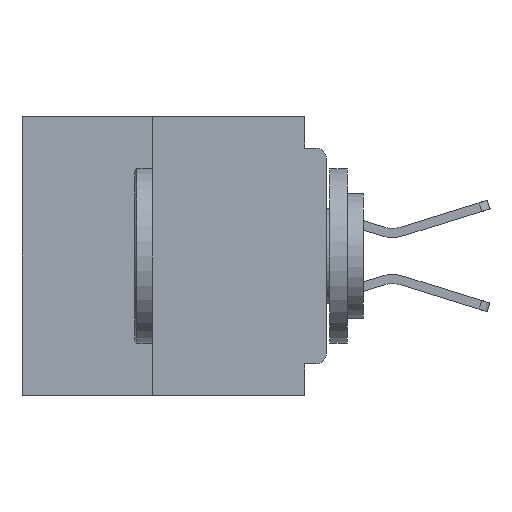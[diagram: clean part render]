
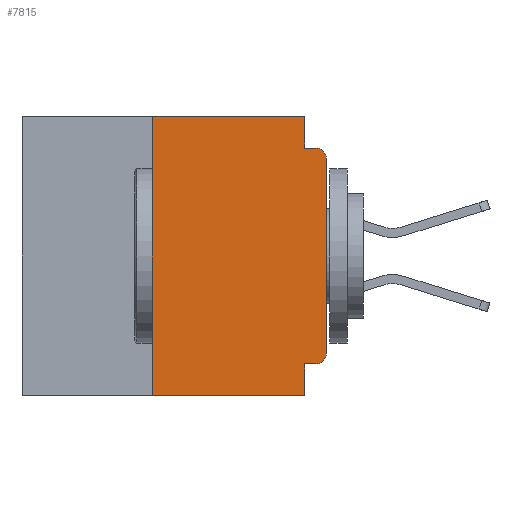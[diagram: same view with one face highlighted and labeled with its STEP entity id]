
A CAD part, left-side view. The second image highlights one B-rep face of the part: STEP entity #7815.
In plain terms, the highlighted planar face has unit normal (-1, 0, 0).
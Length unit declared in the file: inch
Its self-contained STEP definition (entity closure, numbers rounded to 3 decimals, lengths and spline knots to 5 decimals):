
#1 = DIRECTION ( 'NONE',  ( 0., 0., -1. ) ) ;
#51 = ORIENTED_EDGE ( 'NONE', *, *, #13829, .T. ) ;
#665 = EDGE_CURVE ( 'NONE', #20832, #864, #25812, .T. ) ;
#864 = VERTEX_POINT ( 'NONE', #46835 ) ;
#1017 = ORIENTED_EDGE ( 'NONE', *, *, #18480, .F. ) ;
#4143 = VERTEX_POINT ( 'NONE', #35531 ) ;
#5042 = FACE_OUTER_BOUND ( 'NONE', #34511, .T. ) ;
#5191 = CARTESIAN_POINT ( 'NONE',  ( 0., 0.031, -0.355 ) ) ;
#6016 = CARTESIAN_POINT ( 'NONE',  ( 0., 0., -0.355 ) ) ;
#7237 = CARTESIAN_POINT ( 'NONE',  ( 0., 0.437, 0. ) ) ;
#7815 = ADVANCED_FACE ( 'NONE', ( #5042 ), #43678, .F. ) ;
#8089 = CARTESIAN_POINT ( 'NONE',  ( 0., 0.015, -0.355 ) ) ;
#9004 = AXIS2_PLACEMENT_3D ( 'NONE', #52115, #26060, #1 ) ;
#10426 = DIRECTION ( 'NONE',  ( 0., 1., 0. ) ) ;
#10802 = CARTESIAN_POINT ( 'NONE',  ( 0., 0.25, 0. ) ) ;
#11080 = EDGE_CURVE ( 'NONE', #30005, #29214, #53895, .T. ) ;
#13112 = VERTEX_POINT ( 'NONE', #8089 ) ;
#13445 = DIRECTION ( 'NONE',  ( 0., 0., -1. ) ) ;
#13460 = CARTESIAN_POINT ( 'NONE',  ( 0., 0.031, -0.045 ) ) ;
#13829 = EDGE_CURVE ( 'NONE', #37070, #4143, #49508, .T. ) ;
#14977 = VECTOR ( 'NONE', #10426, 39.37008 ) ;
#15140 = EDGE_CURVE ( 'NONE', #54677, #37070, #50104, .T. ) ;
#15412 = VECTOR ( 'NONE', #46433, 39.37008 ) ;
#16061 = VECTOR ( 'NONE', #17681, 39.37008 ) ;
#16583 = ORIENTED_EDGE ( 'NONE', *, *, #665, .F. ) ;
#17681 = DIRECTION ( 'NONE',  ( 0., -1., 0. ) ) ;
#18230 = EDGE_CURVE ( 'NONE', #19579, #864, #49381, .T. ) ;
#18462 = ORIENTED_EDGE ( 'NONE', *, *, #28245, .F. ) ;
#18480 = EDGE_CURVE ( 'NONE', #19579, #41480, #24182, .T. ) ;
#18939 = ORIENTED_EDGE ( 'NONE', *, *, #24868, .F. ) ;
#19083 = AXIS2_PLACEMENT_3D ( 'NONE', #48184, #22158, #52550 ) ;
#19579 = VERTEX_POINT ( 'NONE', #52631 ) ;
#19742 = CARTESIAN_POINT ( 'NONE',  ( 0., 0.015, -0.34 ) ) ;
#20832 = VERTEX_POINT ( 'NONE', #5191 ) ;
#21714 = EDGE_CURVE ( 'NONE', #13112, #54677, #49239, .T. ) ;
#22158 = DIRECTION ( 'NONE',  ( 1., 0., 0. ) ) ;
#22246 = CARTESIAN_POINT ( 'NONE',  ( 0., 0.031, 0. ) ) ;
#24090 = DIRECTION ( 'NONE',  ( 0., 0., -1. ) ) ;
#24182 = LINE ( 'NONE', #24654, #56118 ) ;
#24654 = CARTESIAN_POINT ( 'NONE',  ( 0., 0.25, -0.4 ) ) ;
#24868 = EDGE_CURVE ( 'NONE', #29214, #4143, #26496, .T. ) ;
#25134 = VECTOR ( 'NONE', #38605, 39.37008 ) ;
#25812 = LINE ( 'NONE', #50110, #50294 ) ;
#26060 = DIRECTION ( 'NONE',  ( -1., 0., 0. ) ) ;
#26068 = ORIENTED_EDGE ( 'NONE', *, *, #11080, .F. ) ;
#26146 = ORIENTED_EDGE ( 'NONE', *, *, #15140, .T. ) ;
#26496 = LINE ( 'NONE', #51524, #25134 ) ;
#26514 = LINE ( 'NONE', #6016, #14977 ) ;
#26593 = DIRECTION ( 'NONE',  ( 0., 0., -1. ) ) ;
#26698 = ORIENTED_EDGE ( 'NONE', *, *, #18230, .T. ) ;
#26998 = VECTOR ( 'NONE', #35835, 39.37008 ) ;
#28245 = EDGE_CURVE ( 'NONE', #41480, #30005, #38524, .T. ) ;
#29025 = DIRECTION ( 'NONE',  ( 0., 0., 1. ) ) ;
#29214 = VERTEX_POINT ( 'NONE', #13460 ) ;
#29977 = CARTESIAN_POINT ( 'NONE',  ( 0., 0., -0.06 ) ) ;
#30005 = VERTEX_POINT ( 'NONE', #49660 ) ;
#31445 = CARTESIAN_POINT ( 'NONE',  ( 0., 0., 0. ) ) ;
#32022 = CARTESIAN_POINT ( 'NONE',  ( 0., 0., -0.34 ) ) ;
#34511 = EDGE_LOOP ( 'NONE', ( #26146, #51, #18939, #26068, #18462, #1017, #26698, #16583, #48561, #48832 ) ) ;
#35531 = CARTESIAN_POINT ( 'NONE',  ( 0., 0.015, -0.045 ) ) ;
#35835 = DIRECTION ( 'NONE',  ( 0., 0., 1. ) ) ;
#37070 = VERTEX_POINT ( 'NONE', #29977 ) ;
#38524 = LINE ( 'NONE', #7237, #15412 ) ;
#38605 = DIRECTION ( 'NONE',  ( 0., -1., 0. ) ) ;
#39336 = CARTESIAN_POINT ( 'NONE',  ( 0., 0.437, -0.4 ) ) ;
#39942 = AXIS2_PLACEMENT_3D ( 'NONE', #19742, #50119, #24090 ) ;
#41397 = EDGE_CURVE ( 'NONE', #13112, #20832, #26514, .T. ) ;
#41480 = VERTEX_POINT ( 'NONE', #10802 ) ;
#43678 = PLANE ( 'NONE',  #19083 ) ;
#43776 = VECTOR ( 'NONE', #26593, 39.37008 ) ;
#46433 = DIRECTION ( 'NONE',  ( 0., -1., 0. ) ) ;
#46835 = CARTESIAN_POINT ( 'NONE',  ( 0., 0.031, -0.4 ) ) ;
#48184 = CARTESIAN_POINT ( 'NONE',  ( 0., 0.437, 0. ) ) ;
#48561 = ORIENTED_EDGE ( 'NONE', *, *, #41397, .F. ) ;
#48832 = ORIENTED_EDGE ( 'NONE', *, *, #21714, .T. ) ;
#49239 = CIRCLE ( 'NONE', #39942, 0.015 ) ;
#49381 = LINE ( 'NONE', #39336, #16061 ) ;
#49508 = CIRCLE ( 'NONE', #9004, 0.015 ) ;
#49660 = CARTESIAN_POINT ( 'NONE',  ( 0., 0.031, 0. ) ) ;
#50104 = LINE ( 'NONE', #31445, #26998 ) ;
#50110 = CARTESIAN_POINT ( 'NONE',  ( 0., 0.031, -0.4 ) ) ;
#50119 = DIRECTION ( 'NONE',  ( -1., 0., 0. ) ) ;
#50294 = VECTOR ( 'NONE', #13445, 39.37008 ) ;
#51524 = CARTESIAN_POINT ( 'NONE',  ( 0., 0., -0.045 ) ) ;
#52115 = CARTESIAN_POINT ( 'NONE',  ( 0., 0.015, -0.06 ) ) ;
#52550 = DIRECTION ( 'NONE',  ( 0., 0., -1. ) ) ;
#52631 = CARTESIAN_POINT ( 'NONE',  ( 0., 0.25, -0.4 ) ) ;
#53895 = LINE ( 'NONE', #22246, #43776 ) ;
#54677 = VERTEX_POINT ( 'NONE', #32022 ) ;
#56118 = VECTOR ( 'NONE', #29025, 39.37008 ) ;
